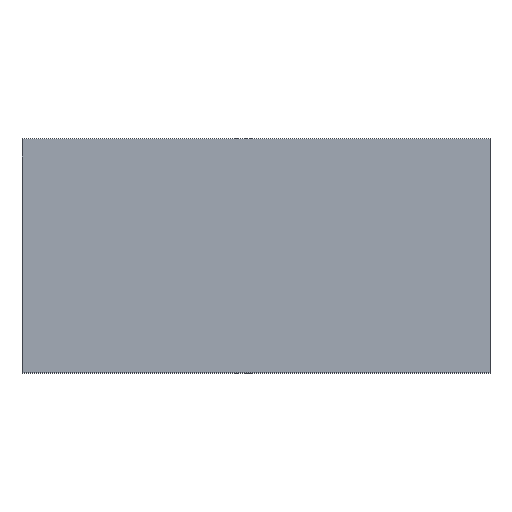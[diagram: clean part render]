
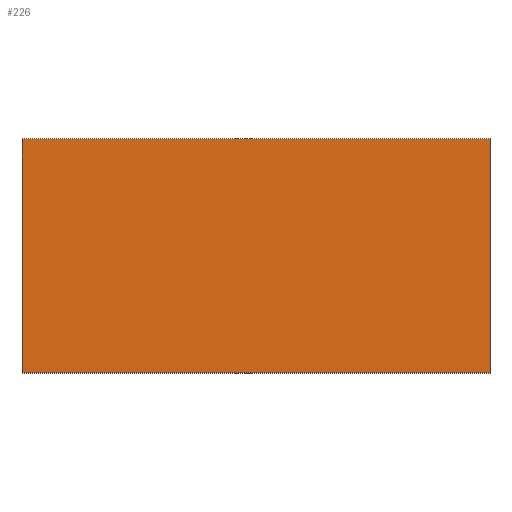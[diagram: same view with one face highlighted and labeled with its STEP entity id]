
A CAD part, top view. The second image highlights one B-rep face of the part: STEP entity #226.
In plain terms, the highlighted planar face has unit normal (0, 0, 1).
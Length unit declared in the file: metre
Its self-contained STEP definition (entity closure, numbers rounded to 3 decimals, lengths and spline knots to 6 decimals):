
#9 = DIRECTION ( 'NONE',  ( 0., 1., 0. ) ) ;
#16 = ORIENTED_EDGE ( 'NONE', *, *, #148, .T. ) ;
#33 = DIRECTION ( 'NONE',  ( -1., 0., 0. ) ) ;
#37 = EDGE_CURVE ( 'NONE', #102, #270, #265, .T. ) ;
#43 = VERTEX_POINT ( 'NONE', #128 ) ;
#50 = CARTESIAN_POINT ( 'NONE',  ( -1., 1., 0.75 ) ) ;
#55 = VECTOR ( 'NONE', #248, 1. ) ;
#64 = DIRECTION ( 'NONE',  ( 0., -1., 0. ) ) ;
#74 = VECTOR ( 'NONE', #33, 1. ) ;
#75 = DIRECTION ( 'NONE',  ( 0., 0., 1. ) ) ;
#90 = CARTESIAN_POINT ( 'NONE',  ( 0., 0., 0.75 ) ) ;
#91 = ORIENTED_EDGE ( 'NONE', *, *, #37, .T. ) ;
#98 = LINE ( 'NONE', #130, #74 ) ;
#102 = VERTEX_POINT ( 'NONE', #173 ) ;
#111 = VECTOR ( 'NONE', #64, 1. ) ;
#128 = CARTESIAN_POINT ( 'NONE',  ( 3., 1., 0.75 ) ) ;
#130 = CARTESIAN_POINT ( 'NONE',  ( -1., 1., 0.75 ) ) ;
#134 = CARTESIAN_POINT ( 'NONE',  ( 3., 1., 0.75 ) ) ;
#142 = VERTEX_POINT ( 'NONE', #50 ) ;
#147 = VECTOR ( 'NONE', #9, 1. ) ;
#148 = EDGE_CURVE ( 'NONE', #142, #102, #172, .T. ) ;
#157 = CARTESIAN_POINT ( 'NONE',  ( -1., 1., 0.75 ) ) ;
#164 = CARTESIAN_POINT ( 'NONE',  ( 3., -1., 0.75 ) ) ;
#165 = ORIENTED_EDGE ( 'NONE', *, *, #244, .T. ) ;
#167 = EDGE_CURVE ( 'NONE', #270, #43, #243, .T. ) ;
#172 = LINE ( 'NONE', #157, #111 ) ;
#173 = CARTESIAN_POINT ( 'NONE',  ( -1., -1., 0.75 ) ) ;
#176 = ORIENTED_EDGE ( 'NONE', *, *, #167, .T. ) ;
#179 = PLANE ( 'NONE',  #197 ) ;
#196 = EDGE_LOOP ( 'NONE', ( #16, #91, #176, #165 ) ) ;
#197 = AXIS2_PLACEMENT_3D ( 'NONE', #90, #75, #257 ) ;
#226 = ADVANCED_FACE ( 'NONE', ( #255 ), #179, .T. ) ;
#243 = LINE ( 'NONE', #134, #147 ) ;
#244 = EDGE_CURVE ( 'NONE', #43, #142, #98, .T. ) ;
#248 = DIRECTION ( 'NONE',  ( 1., 0., 0. ) ) ;
#255 = FACE_OUTER_BOUND ( 'NONE', #196, .T. ) ;
#257 = DIRECTION ( 'NONE',  ( 1., 0., 0. ) ) ;
#265 = LINE ( 'NONE', #271, #55 ) ;
#270 = VERTEX_POINT ( 'NONE', #164 ) ;
#271 = CARTESIAN_POINT ( 'NONE',  ( -1., -1., 0.75 ) ) ;
